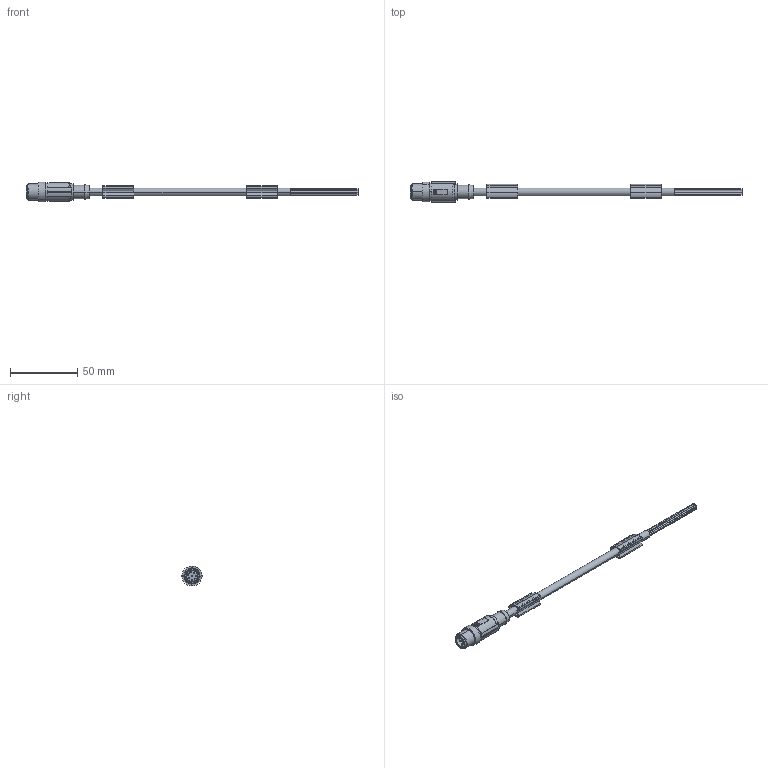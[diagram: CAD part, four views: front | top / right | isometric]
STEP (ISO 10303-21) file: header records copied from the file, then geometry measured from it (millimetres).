
FILE_DESCRIPTION(('SolidDesigner STEP Export'),'2;1');
FILE_NAME('1522516.stp','2010-01-20T11:12:38',(''),(''),'CoCreate Modeling STEP processor for AP214 (Solid Model)','CoCreate Modeling 16.00A 16-Aug-2008 (C) Parametric Technology GmbH','');
FILE_SCHEMA(('AUTOMOTIVE_DESIGN { 1 0 10303 214 1 1 1 1 }'));
Length unit declared in the file: millimetre
Products named in the file (2): 1522516
Assembly tree (1 placements, depth 2):
  1522516
    1522516
Bounding box: 247.3 x 15 x 14.77 mm (x, y, z)
Volume: 11110.8 mm3; surface area: 9789.8 mm2
Topology: 1 solids, 1 shells, 296 faces, 792 edges, 528 vertices
Faces by surface type: cylinder 138, plane 109, extrusion 36, cone 9, torus 4
Entity records: 11985 total; most frequent: CARTESIAN_POINT 3301, ORIENTED_EDGE 1584, DIRECTION 1225, EDGE_CURVE 792, VERTEX_POINT 528, AXIS2_PLACEMENT_3D 411, VECTOR 403, LINE 367
